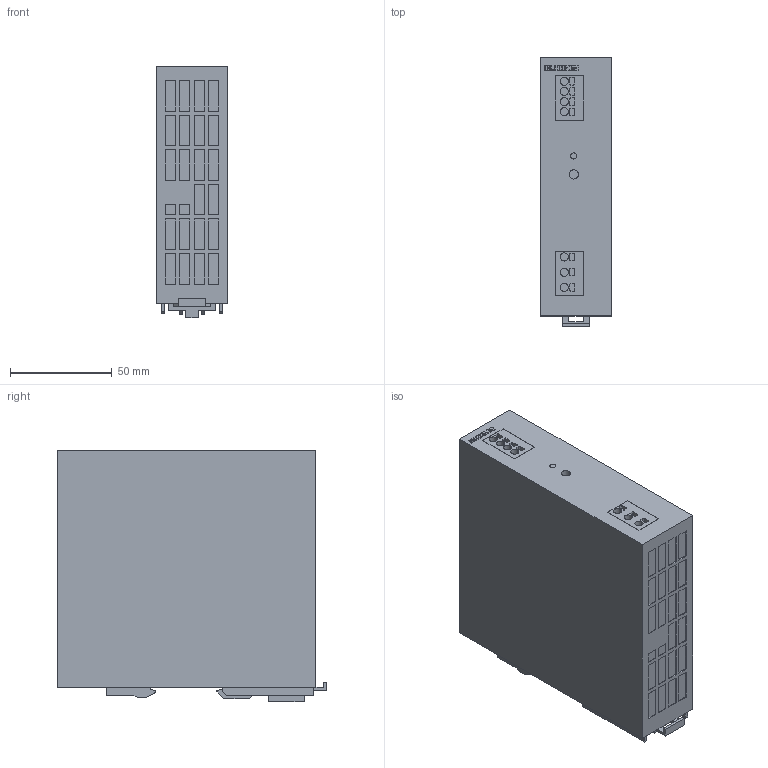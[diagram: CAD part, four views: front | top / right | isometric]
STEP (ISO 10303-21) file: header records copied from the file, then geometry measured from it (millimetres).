
FILE_DESCRIPTION (( 'STEP AP214' ), '1' );
FILE_NAME ('1032386.STEP', '2025-05-06T11:18:25', ( '' ), ( '' ), 'SwSTEP 2.0', 'SolidWorks 2022', '' );
FILE_SCHEMA (( 'AUTOMOTIVE_DESIGN' ));
Length unit declared in the file: millimetre
Products named in the file (1): 1032386
Bounding box: 35 x 132.2 x 123.5 mm (x, y, z)
Volume: 519687.8 mm3; surface area: 50384.8 mm2
Topology: 1 solids, 1 shells, 615 faces, 1590 edges, 1058 vertices
Faces by surface type: plane 561, cylinder 40, bspline 14
Entity records: 18700 total; most frequent: CARTESIAN_POINT 3608, ORIENTED_EDGE 3180, DIRECTION 2846, EDGE_CURVE 1590, LINE 1482, VECTOR 1482, VERTEX_POINT 1058, EDGE_LOOP 698
